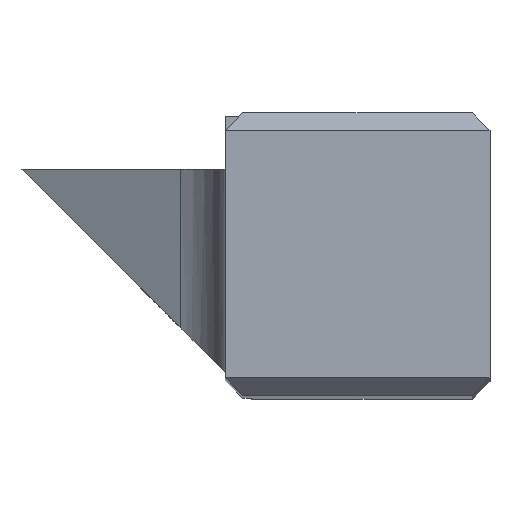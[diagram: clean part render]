
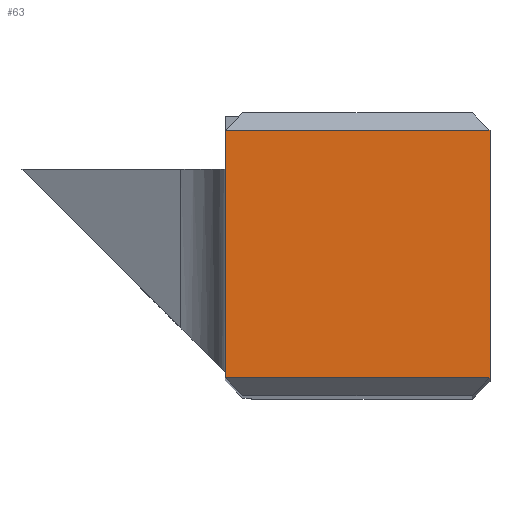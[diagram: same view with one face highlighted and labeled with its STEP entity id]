
A CAD part, top view. The second image highlights one B-rep face of the part: STEP entity #63.
In plain terms, the highlighted planar face has unit normal (0, 0, 1).
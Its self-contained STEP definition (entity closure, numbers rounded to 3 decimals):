
#1 = EDGE_CURVE ( 'NONE', #35, #42, #320, .T. ) ;
#6 = EDGE_CURVE ( 'NONE', #11, #12, #352, .T. ) ;
#7 = ORIENTED_EDGE ( 'NONE', *, *, #18, .T. ) ;
#11 = VERTEX_POINT ( 'NONE', #321 ) ;
#12 = VERTEX_POINT ( 'NONE', #282 ) ;
#16 = ORIENTED_EDGE ( 'NONE', *, *, #1, .F. ) ;
#18 = EDGE_CURVE ( 'NONE', #12, #42, #377, .T. ) ;
#23 = EDGE_LOOP ( 'NONE', ( #32, #7, #16, #48 ) ) ;
#32 = ORIENTED_EDGE ( 'NONE', *, *, #6, .T. ) ;
#35 = VERTEX_POINT ( 'NONE', #346 ) ;
#42 = VERTEX_POINT ( 'NONE', #347 ) ;
#48 = ORIENTED_EDGE ( 'NONE', *, *, #50, .T. ) ;
#50 = EDGE_CURVE ( 'NONE', #35, #11, #290, .T. ) ;
#63 = ADVANCED_FACE ( 'NONE', ( #297 ), #263, .F. ) ;
#263 = PLANE ( 'NONE',  #322 ) ;
#282 = CARTESIAN_POINT ( 'NONE',  ( 3.897, 1., 113.365 ) ) ;
#290 = LINE ( 'NONE', #312, #311 ) ;
#296 = CARTESIAN_POINT ( 'NONE',  ( 18.897, 16., 113.365 ) ) ;
#297 = FACE_OUTER_BOUND ( 'NONE', #23, .T. ) ;
#311 = VECTOR ( 'NONE', #398, 1000. ) ;
#312 = CARTESIAN_POINT ( 'NONE',  ( 3.897, 15., 113.365 ) ) ;
#319 = CARTESIAN_POINT ( 'NONE',  ( 18.897, 16., 113.365 ) ) ;
#320 = LINE ( 'NONE', #319, #335 ) ;
#321 = CARTESIAN_POINT ( 'NONE',  ( 3.897, 15., 113.365 ) ) ;
#322 = AXIS2_PLACEMENT_3D ( 'NONE', #296, #357, #356 ) ;
#334 = DIRECTION ( 'NONE',  ( 0., -1., 0. ) ) ;
#335 = VECTOR ( 'NONE', #334, 1000. ) ;
#346 = CARTESIAN_POINT ( 'NONE',  ( 18.897, 15., 113.365 ) ) ;
#347 = CARTESIAN_POINT ( 'NONE',  ( 18.897, 1., 113.365 ) ) ;
#349 = DIRECTION ( 'NONE',  ( 0., -1., 0. ) ) ;
#350 = VECTOR ( 'NONE', #349, 1000. ) ;
#351 = CARTESIAN_POINT ( 'NONE',  ( 3.897, 16., 113.365 ) ) ;
#352 = LINE ( 'NONE', #351, #350 ) ;
#356 = DIRECTION ( 'NONE',  ( -1., 0., 0. ) ) ;
#357 = DIRECTION ( 'NONE',  ( 0., 0., -1. ) ) ;
#374 = DIRECTION ( 'NONE',  ( 1., 0., 0. ) ) ;
#375 = VECTOR ( 'NONE', #374, 1000. ) ;
#376 = CARTESIAN_POINT ( 'NONE',  ( 18.897, 1., 113.365 ) ) ;
#377 = LINE ( 'NONE', #376, #375 ) ;
#398 = DIRECTION ( 'NONE',  ( -1., 0., 0. ) ) ;
